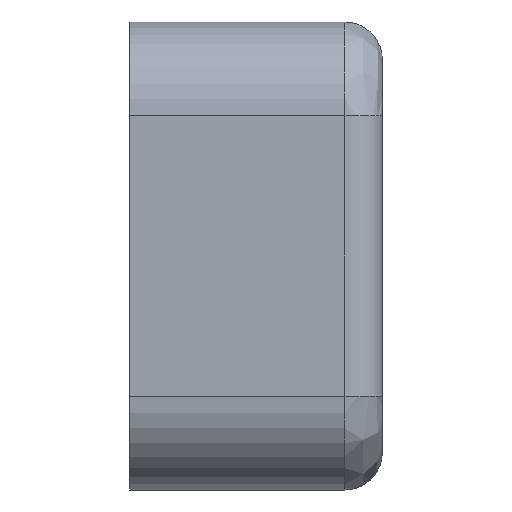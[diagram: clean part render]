
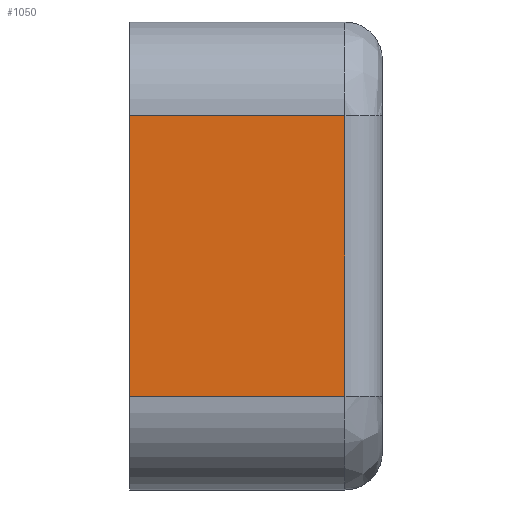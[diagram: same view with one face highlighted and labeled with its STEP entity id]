
A CAD part, left-side view. The second image highlights one B-rep face of the part: STEP entity #1050.
In plain terms, the highlighted planar face has unit normal (-1, 0, 0).
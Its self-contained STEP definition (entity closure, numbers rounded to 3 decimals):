
#23 = CARTESIAN_POINT ( 'NONE',  ( -6.25, 1.35, 1.5 ) ) ;
#82 = ORIENTED_EDGE ( 'NONE', *, *, #2101, .F. ) ;
#108 = VECTOR ( 'NONE', #2426, 1000. ) ;
#122 = VERTEX_POINT ( 'NONE', #584 ) ;
#282 = LINE ( 'NONE', #1910, #1287 ) ;
#310 = DIRECTION ( 'NONE',  ( 0., 0., 1. ) ) ;
#362 = PLANE ( 'NONE',  #1620 ) ;
#404 = CARTESIAN_POINT ( 'NONE',  ( -6.25, 1.35, -1.5 ) ) ;
#461 = EDGE_CURVE ( 'NONE', #1870, #122, #1647, .T. ) ;
#584 = CARTESIAN_POINT ( 'NONE',  ( -6.25, 1.35, 1.5 ) ) ;
#776 = ORIENTED_EDGE ( 'NONE', *, *, #1990, .T. ) ;
#809 = VECTOR ( 'NONE', #1263, 1000. ) ;
#982 = EDGE_CURVE ( 'NONE', #1427, #1870, #1507, .T. ) ;
#1039 = DIRECTION ( 'NONE',  ( -1., 0., 0. ) ) ;
#1050 = ADVANCED_FACE ( 'NONE', ( #2368 ), #362, .T. ) ;
#1263 = DIRECTION ( 'NONE',  ( 0., -1., 0. ) ) ;
#1287 = VECTOR ( 'NONE', #2116, 1000. ) ;
#1359 = LINE ( 'NONE', #2266, #809 ) ;
#1427 = VERTEX_POINT ( 'NONE', #1470 ) ;
#1431 = VECTOR ( 'NONE', #310, 1000. ) ;
#1470 = CARTESIAN_POINT ( 'NONE',  ( -6.25, -0.95, -1.5 ) ) ;
#1507 = LINE ( 'NONE', #2106, #1431 ) ;
#1620 = AXIS2_PLACEMENT_3D ( 'NONE', #2253, #1039, #2449 ) ;
#1647 = LINE ( 'NONE', #23, #108 ) ;
#1661 = EDGE_LOOP ( 'NONE', ( #776, #2289, #1884, #82 ) ) ;
#1818 = VERTEX_POINT ( 'NONE', #404 ) ;
#1850 = CARTESIAN_POINT ( 'NONE',  ( -6.25, -0.95, 1.5 ) ) ;
#1870 = VERTEX_POINT ( 'NONE', #1850 ) ;
#1884 = ORIENTED_EDGE ( 'NONE', *, *, #461, .T. ) ;
#1910 = CARTESIAN_POINT ( 'NONE',  ( -6.25, 1.35, -2.5 ) ) ;
#1990 = EDGE_CURVE ( 'NONE', #1818, #1427, #1359, .T. ) ;
#2101 = EDGE_CURVE ( 'NONE', #1818, #122, #282, .T. ) ;
#2106 = CARTESIAN_POINT ( 'NONE',  ( -6.25, -0.95, -2.5 ) ) ;
#2116 = DIRECTION ( 'NONE',  ( 0., 0., 1. ) ) ;
#2253 = CARTESIAN_POINT ( 'NONE',  ( -6.25, 1.35, -2.5 ) ) ;
#2266 = CARTESIAN_POINT ( 'NONE',  ( -6.25, 1.35, -1.5 ) ) ;
#2289 = ORIENTED_EDGE ( 'NONE', *, *, #982, .T. ) ;
#2368 = FACE_OUTER_BOUND ( 'NONE', #1661, .T. ) ;
#2426 = DIRECTION ( 'NONE',  ( 0., 1., 0. ) ) ;
#2449 = DIRECTION ( 'NONE',  ( 0., 0., 1. ) ) ;
